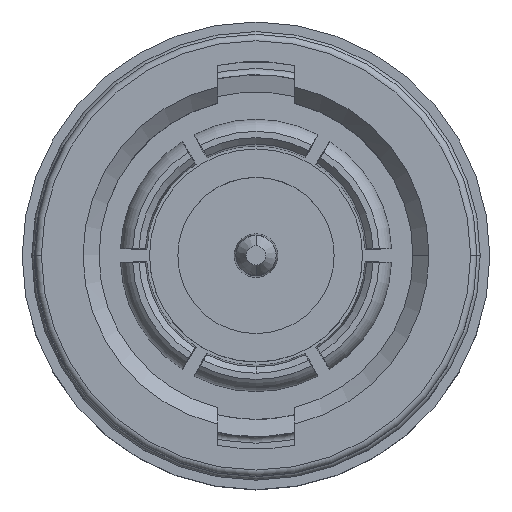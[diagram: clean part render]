
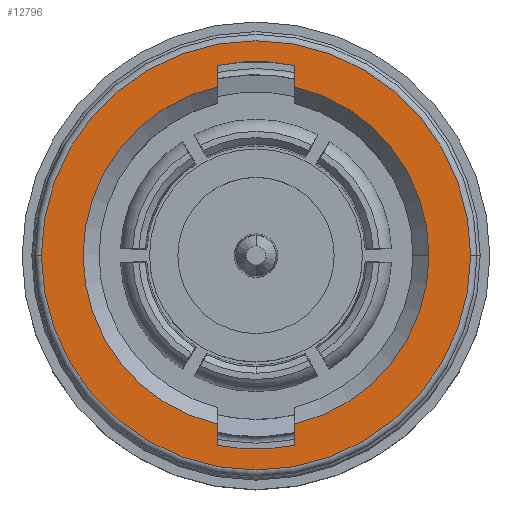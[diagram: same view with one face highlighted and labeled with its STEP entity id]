
A CAD part, top view. The second image highlights one B-rep face of the part: STEP entity #12796.
In plain terms, the highlighted planar face has unit normal (0, 0, 1).
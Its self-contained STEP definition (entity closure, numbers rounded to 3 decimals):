
#150 = VERTEX_POINT ( 'NONE', #178 ) ;
#178 = CARTESIAN_POINT ( 'NONE',  ( -6.7, 0., 0.85 ) ) ;
#189 = CARTESIAN_POINT ( 'NONE',  ( -1.2, 4.751, 0.85 ) ) ;
#624 = DIRECTION ( 'NONE',  ( -1., 0., 0. ) ) ;
#1152 = EDGE_CURVE ( 'NONE', #4015, #8739, #12034, .T. ) ;
#1200 = DIRECTION ( 'NONE',  ( 0., 0., 1. ) ) ;
#1201 = DIRECTION ( 'NONE',  ( 0., 1., 0. ) ) ;
#1542 = DIRECTION ( 'NONE',  ( 0., 0., 1. ) ) ;
#1696 = ORIENTED_EDGE ( 'NONE', *, *, #1152, .F. ) ;
#2334 = CARTESIAN_POINT ( 'NONE',  ( 0., 0., 0.85 ) ) ;
#2402 = EDGE_CURVE ( 'NONE', #14709, #4426, #11295, .T. ) ;
#2425 = VERTEX_POINT ( 'NONE', #6055 ) ;
#2475 = DIRECTION ( 'NONE',  ( 1., 0., 0. ) ) ;
#2701 = EDGE_CURVE ( 'NONE', #14110, #2425, #11664, .T. ) ;
#2817 = ORIENTED_EDGE ( 'NONE', *, *, #3359, .T. ) ;
#2904 = VERTEX_POINT ( 'NONE', #4520 ) ;
#3273 = DIRECTION ( 'NONE',  ( 1., 0., 0. ) ) ;
#3359 = EDGE_CURVE ( 'NONE', #13848, #150, #6697, .T. ) ;
#3472 = CARTESIAN_POINT ( 'NONE',  ( 1.2, 5.93, 0.85 ) ) ;
#3570 = ORIENTED_EDGE ( 'NONE', *, *, #7535, .F. ) ;
#3594 = DIRECTION ( 'NONE',  ( 1., 0., 0. ) ) ;
#3806 = CARTESIAN_POINT ( 'NONE',  ( -1.2, -4.751, 0.85 ) ) ;
#4015 = VERTEX_POINT ( 'NONE', #15106 ) ;
#4104 = CARTESIAN_POINT ( 'NONE',  ( 0., 0., 0.85 ) ) ;
#4392 = PLANE ( 'NONE',  #8261 ) ;
#4426 = VERTEX_POINT ( 'NONE', #10608 ) ;
#4520 = CARTESIAN_POINT ( 'NONE',  ( 1.2, 5.265, 0.85 ) ) ;
#4530 = CARTESIAN_POINT ( 'NONE',  ( -1.2, -5.93, 0.85 ) ) ;
#4536 = VECTOR ( 'NONE', #6304, 1000. ) ;
#4643 = AXIS2_PLACEMENT_3D ( 'NONE', #14446, #14721, #3594 ) ;
#4800 = EDGE_CURVE ( 'NONE', #150, #13848, #14938, .T. ) ;
#4910 = CARTESIAN_POINT ( 'NONE',  ( 1.2, -4.751, 0.85 ) ) ;
#5291 = FACE_BOUND ( 'NONE', #7314, .T. ) ;
#5634 = ORIENTED_EDGE ( 'NONE', *, *, #12541, .F. ) ;
#5707 = VECTOR ( 'NONE', #1201, 1000. ) ;
#5792 = CARTESIAN_POINT ( 'NONE',  ( 0., 0., 0.85 ) ) ;
#5965 = EDGE_CURVE ( 'NONE', #8739, #2904, #11150, .T. ) ;
#5968 = AXIS2_PLACEMENT_3D ( 'NONE', #2334, #16107, #7750 ) ;
#6055 = CARTESIAN_POINT ( 'NONE',  ( -1.2, 5.93, 0.85 ) ) ;
#6304 = DIRECTION ( 'NONE',  ( 0., -1., 0. ) ) ;
#6563 = LINE ( 'NONE', #3806, #12544 ) ;
#6697 = CIRCLE ( 'NONE', #14411, 6.7 ) ;
#6830 = DIRECTION ( 'NONE',  ( 0., 0., 1. ) ) ;
#6948 = LINE ( 'NONE', #7065, #13698 ) ;
#7065 = CARTESIAN_POINT ( 'NONE',  ( 1.2, 4.751, 0.85 ) ) ;
#7314 = EDGE_LOOP ( 'NONE', ( #14894, #13992, #11364, #1696, #10831, #8692, #3570, #10629, #5634 ) ) ;
#7535 = EDGE_CURVE ( 'NONE', #4426, #10953, #6563, .T. ) ;
#7750 = DIRECTION ( 'NONE',  ( 1., 0., 0. ) ) ;
#7781 = CARTESIAN_POINT ( 'NONE',  ( 0., 0., 0.85 ) ) ;
#7978 = EDGE_CURVE ( 'NONE', #2904, #14110, #6948, .T. ) ;
#8131 = DIRECTION ( 'NONE',  ( 0., 0., -1. ) ) ;
#8138 = DIRECTION ( 'NONE',  ( 0., 1., 0. ) ) ;
#8166 = AXIS2_PLACEMENT_3D ( 'NONE', #8682, #1200, #2475 ) ;
#8261 = AXIS2_PLACEMENT_3D ( 'NONE', #15585, #8131, #624 ) ;
#8400 = CARTESIAN_POINT ( 'NONE',  ( -1.2, 5.265, 0.85 ) ) ;
#8417 = CARTESIAN_POINT ( 'NONE',  ( 6.7, 0., 0.85 ) ) ;
#8428 = EDGE_CURVE ( 'NONE', #10953, #15116, #16187, .T. ) ;
#8682 = CARTESIAN_POINT ( 'NONE',  ( 0., 0., 0.85 ) ) ;
#8692 = ORIENTED_EDGE ( 'NONE', *, *, #8428, .F. ) ;
#8739 = VERTEX_POINT ( 'NONE', #9219 ) ;
#9017 = DIRECTION ( 'NONE',  ( 0., 0., 1. ) ) ;
#9219 = CARTESIAN_POINT ( 'NONE',  ( 5.4, 0., 0.85 ) ) ;
#9250 = ORIENTED_EDGE ( 'NONE', *, *, #4800, .T. ) ;
#10254 = DIRECTION ( 'NONE',  ( -1., 0., 0. ) ) ;
#10608 = CARTESIAN_POINT ( 'NONE',  ( -1.2, -5.265, 0.85 ) ) ;
#10629 = ORIENTED_EDGE ( 'NONE', *, *, #2402, .F. ) ;
#10831 = ORIENTED_EDGE ( 'NONE', *, *, #14242, .F. ) ;
#10875 = DIRECTION ( 'NONE',  ( 0., 0., 1. ) ) ;
#10953 = VERTEX_POINT ( 'NONE', #4530 ) ;
#11150 = CIRCLE ( 'NONE', #8166, 5.4 ) ;
#11295 = CIRCLE ( 'NONE', #4643, 5.4 ) ;
#11364 = ORIENTED_EDGE ( 'NONE', *, *, #5965, .F. ) ;
#11664 = CIRCLE ( 'NONE', #13463, 6.05 ) ;
#11693 = FACE_OUTER_BOUND ( 'NONE', #12996, .T. ) ;
#11939 = DIRECTION ( 'NONE',  ( -1., 0., 0. ) ) ;
#12034 = CIRCLE ( 'NONE', #5968, 5.4 ) ;
#12089 = AXIS2_PLACEMENT_3D ( 'NONE', #5792, #10875, #3273 ) ;
#12541 = EDGE_CURVE ( 'NONE', #2425, #14709, #14814, .T. ) ;
#12544 = VECTOR ( 'NONE', #16030, 1000. ) ;
#12672 = LINE ( 'NONE', #4910, #5707 ) ;
#12715 = CARTESIAN_POINT ( 'NONE',  ( 1.2, -5.93, 0.85 ) ) ;
#12795 = AXIS2_PLACEMENT_3D ( 'NONE', #4104, #1542, #11939 ) ;
#12796 = ADVANCED_FACE ( 'NONE', ( #11693, #5291 ), #4392, .F. ) ;
#12974 = CARTESIAN_POINT ( 'NONE',  ( 0., 0., 0.85 ) ) ;
#12996 = EDGE_LOOP ( 'NONE', ( #9250, #2817 ) ) ;
#13463 = AXIS2_PLACEMENT_3D ( 'NONE', #7781, #9017, #10254 ) ;
#13698 = VECTOR ( 'NONE', #8138, 1000. ) ;
#13848 = VERTEX_POINT ( 'NONE', #8417 ) ;
#13992 = ORIENTED_EDGE ( 'NONE', *, *, #7978, .F. ) ;
#14110 = VERTEX_POINT ( 'NONE', #3472 ) ;
#14242 = EDGE_CURVE ( 'NONE', #15116, #4015, #12672, .T. ) ;
#14411 = AXIS2_PLACEMENT_3D ( 'NONE', #12974, #6830, #15508 ) ;
#14446 = CARTESIAN_POINT ( 'NONE',  ( 0., 0., 0.85 ) ) ;
#14709 = VERTEX_POINT ( 'NONE', #8400 ) ;
#14721 = DIRECTION ( 'NONE',  ( 0., 0., 1. ) ) ;
#14814 = LINE ( 'NONE', #189, #4536 ) ;
#14894 = ORIENTED_EDGE ( 'NONE', *, *, #2701, .F. ) ;
#14938 = CIRCLE ( 'NONE', #12795, 6.7 ) ;
#15106 = CARTESIAN_POINT ( 'NONE',  ( 1.2, -5.265, 0.85 ) ) ;
#15116 = VERTEX_POINT ( 'NONE', #12715 ) ;
#15508 = DIRECTION ( 'NONE',  ( -1., 0., 0. ) ) ;
#15585 = CARTESIAN_POINT ( 'NONE',  ( 0., 0., 0.85 ) ) ;
#16030 = DIRECTION ( 'NONE',  ( 0., -1., 0. ) ) ;
#16107 = DIRECTION ( 'NONE',  ( 0., 0., 1. ) ) ;
#16187 = CIRCLE ( 'NONE', #12089, 6.05 ) ;
